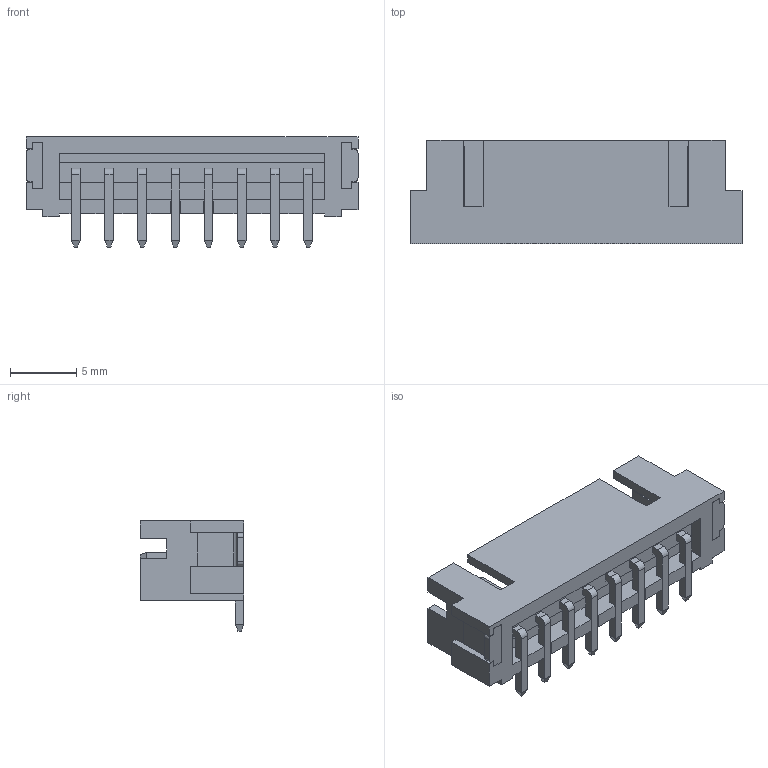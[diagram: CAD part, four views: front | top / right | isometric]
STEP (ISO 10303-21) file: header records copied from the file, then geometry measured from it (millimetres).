
FILE_DESCRIPTION(('STEP AP214'),'1');
FILE_NAME('x8821wvs-08-9tsn.stp','2022-09-13T12:36:55',('TraceParts'),('TraceParts S.A.'),'Spatial InterOp 3D',' ',' ');
FILE_SCHEMA(('AUTOMOTIVE_DESIGN { 1 0 10303 214 1 1 1 1 }'));
Length unit declared in the file: millimetre
Products named in the file (1): x8821wvs-08-9tsn_1
Bounding box: 25 x 7.8 x 8.3 mm (x, y, z)
Volume: 406.3 mm3; surface area: 1454.6 mm2
Topology: 3 solids, 3 shells, 306 faces, 804 edges, 504 vertices
Faces by surface type: plane 292, cylinder 14
Entity records: 9187 total; most frequent: CARTESIAN_POINT 1617, ORIENTED_EDGE 1608, DIRECTION 1454, EDGE_CURVE 804, LINE 772, VECTOR 772, VERTEX_POINT 504, AXIS2_PLACEMENT_3D 341
